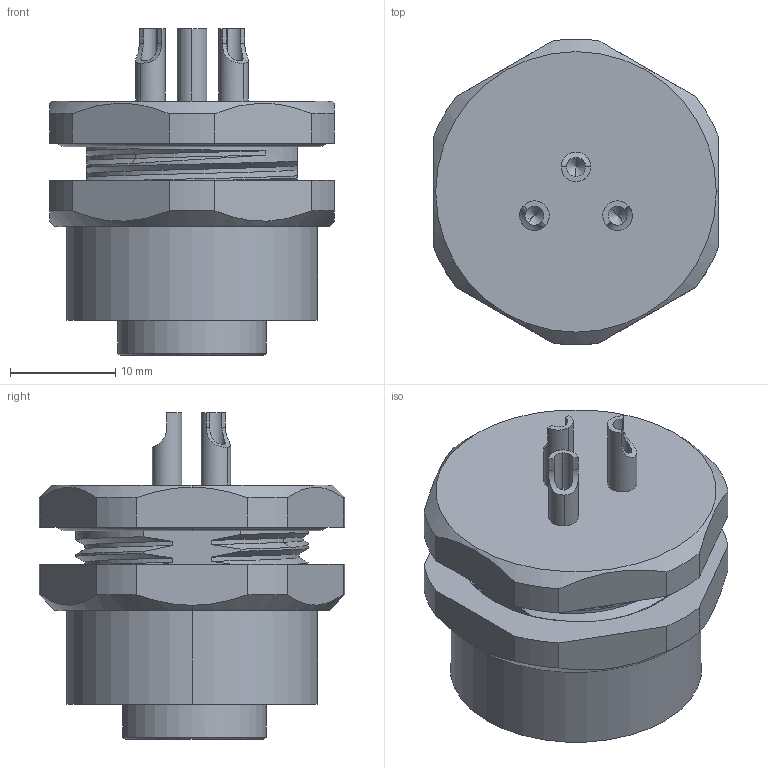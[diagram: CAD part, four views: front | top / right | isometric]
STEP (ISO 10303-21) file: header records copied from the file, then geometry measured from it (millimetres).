
FILE_DESCRIPTION((''),'2;1');
FILE_NAME('7_8-F05-BKR-7_8-W1_5_SW0001','2024-03-21T',('13288'),(''),'PRO/ENGINEER BY PARAMETRIC TECHNOLOGY CORPORATION, 2012480','PRO/ENGINEER BY PARAMETRIC TECHNOLOGY CORPORATION, 2012480','');
FILE_SCHEMA(('CONFIG_CONTROL_DESIGN'));
Length unit declared in the file: millimetre
Products named in the file (1): 7_8-F05-BKR-7_8-W1_5_SW0001
Bounding box: 27 x 28.96 x 30.95 mm (x, y, z)
Volume: 9377.1 mm3; surface area: 7359 mm2
Topology: 1 solids, 2 shells, 365 faces, 1080 edges, 714 vertices
Faces by surface type: plane 110, cylinder 103, bspline 68, cone 52, torus 32
Entity records: 20176 total; most frequent: CARTESIAN_POINT 11136, ORIENTED_EDGE 2148, DIRECTION 1545, EDGE_CURVE 1074, VERTEX_POINT 714, AXIS2_PLACEMENT_3D 622, B_SPLINE_CURVE_WITH_KNOTS 448, EDGE_LOOP 392
